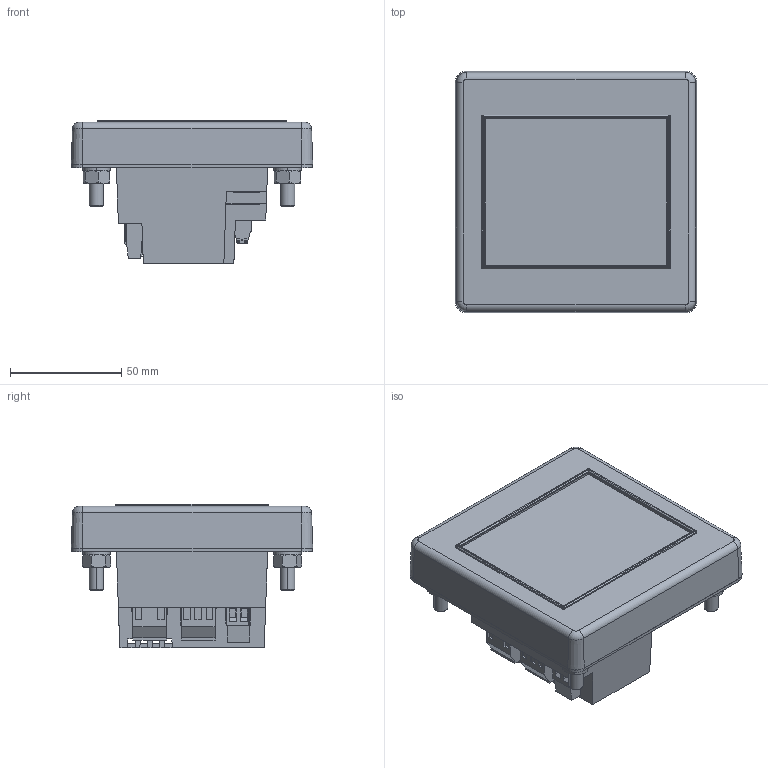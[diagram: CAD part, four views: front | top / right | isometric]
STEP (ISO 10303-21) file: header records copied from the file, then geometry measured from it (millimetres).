
FILE_DESCRIPTION (( 'STEP AP203' ), '1' );
FILE_NAME ('ADM200P-LP-CE.step', '2022-11-22T14:39:02', ( '' ), ( '' ), 'SwSTEP 2.0', 'SolidWorks 2021', '' );
FILE_SCHEMA (( 'CONFIG_CONTROL_DESIGN' ));
Length unit declared in the file: inch
Products named in the file (1): ADM200P-LP-CE
Bounding box: 108.43 x 108.43 x 64.54 mm (x, y, z)
Volume: 127954.4 mm3; surface area: 123106.6 mm2
Topology: 23 solids, 23 shells, 2059 faces, 5558 edges, 3615 vertices
Faces by surface type: plane 1384, cylinder 290, cone 190, bspline 179, torus 16
Entity records: 73106 total; most frequent: CARTESIAN_POINT 22876, ORIENTED_EDGE 11080, DIRECTION 9258, EDGE_CURVE 5540, VECTOR 3892, LINE 3892, VERTEX_POINT 3615, AXIS2_PLACEMENT_3D 2683
